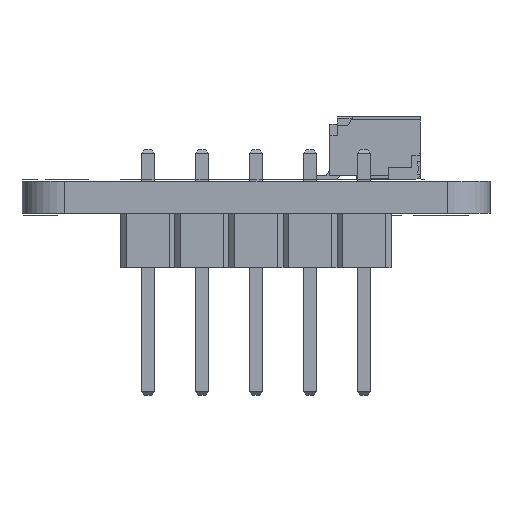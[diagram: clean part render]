
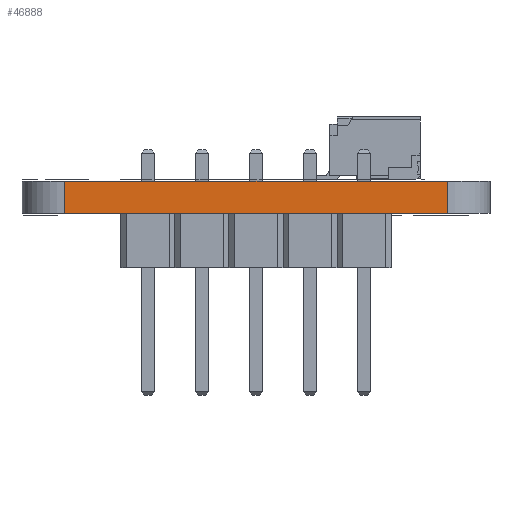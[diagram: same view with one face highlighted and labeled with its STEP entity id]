
A CAD part, front view. The second image highlights one B-rep face of the part: STEP entity #46888.
In plain terms, the highlighted planar face has unit normal (0, -1, 0).
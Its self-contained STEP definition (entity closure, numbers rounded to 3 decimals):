
#46197 = VERTEX_POINT('',#46198);
#46198 = CARTESIAN_POINT('',(-9.002,-11.,0.));
#46205 = EDGE_CURVE('',#46206,#46197,#46208,.T.);
#46206 = VERTEX_POINT('',#46207);
#46207 = CARTESIAN_POINT('',(8.998,-11.,0.));
#46208 = LINE('',#46209,#46210);
#46209 = CARTESIAN_POINT('',(8.998,-11.,0.));
#46210 = VECTOR('',#46211,1.);
#46211 = DIRECTION('',(-1.,0.,0.));
#46545 = VERTEX_POINT('',#46546);
#46546 = CARTESIAN_POINT('',(-9.002,-11.,1.51));
#46553 = EDGE_CURVE('',#46554,#46545,#46556,.T.);
#46554 = VERTEX_POINT('',#46555);
#46555 = CARTESIAN_POINT('',(8.998,-11.,1.51));
#46556 = LINE('',#46557,#46558);
#46557 = CARTESIAN_POINT('',(8.998,-11.,1.51));
#46558 = VECTOR('',#46559,1.);
#46559 = DIRECTION('',(-1.,0.,0.));
#46860 = EDGE_CURVE('',#46206,#46554,#46861,.T.);
#46861 = LINE('',#46862,#46863);
#46862 = CARTESIAN_POINT('',(8.998,-11.,0.));
#46863 = VECTOR('',#46864,1.);
#46864 = DIRECTION('',(0.,0.,1.));
#46888 = ADVANCED_FACE('',(#46889),#46900,.T.);
#46889 = FACE_BOUND('',#46890,.T.);
#46890 = EDGE_LOOP('',(#46891,#46892,#46893,#46899));
#46891 = ORIENTED_EDGE('',*,*,#46860,.T.);
#46892 = ORIENTED_EDGE('',*,*,#46553,.T.);
#46893 = ORIENTED_EDGE('',*,*,#46894,.F.);
#46894 = EDGE_CURVE('',#46197,#46545,#46895,.T.);
#46895 = LINE('',#46896,#46897);
#46896 = CARTESIAN_POINT('',(-9.002,-11.,0.));
#46897 = VECTOR('',#46898,1.);
#46898 = DIRECTION('',(0.,0.,1.));
#46899 = ORIENTED_EDGE('',*,*,#46205,.F.);
#46900 = PLANE('',#46901);
#46901 = AXIS2_PLACEMENT_3D('',#46902,#46903,#46904);
#46902 = CARTESIAN_POINT('',(8.998,-11.,0.));
#46903 = DIRECTION('',(0.,-1.,0.));
#46904 = DIRECTION('',(-1.,0.,0.));
